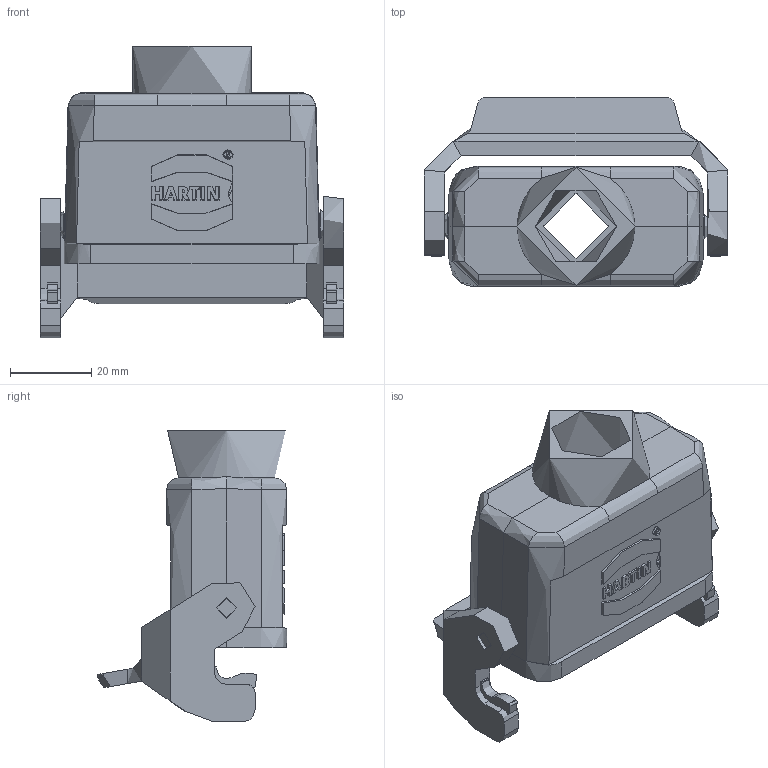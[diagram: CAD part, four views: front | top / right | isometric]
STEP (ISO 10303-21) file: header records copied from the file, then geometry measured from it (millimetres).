
FILE_DESCRIPTION(/* description */ (''),/* implementation_level */ '2;1');
FILE_NAME(/* name */ '100670361ugm000_c.stp',/* time_stamp */ '2020-03-31T10:44:38+02:00',/* author */ (''),/* organization */ (''),/* preprocessor_version */ 'ST-DEVELOPER v16.7',/* originating_system */ 'SIEMENS PLM Software NX 12.0',/* authorisation */ '');
FILE_SCHEMA (('AUTOMOTIVE_DESIGN { 1 0 10303 214 3 1 1 1 }'));
Length unit declared in the file: millimetre
Products named in the file (1): 100670361ugm000_c
Bounding box: 74.5 x 46.51 x 71.7 mm (x, y, z)
Volume: 37672.7 mm3; surface area: 26064.7 mm2
Topology: 2 solids, 2 shells, 307 faces, 821 edges, 537 vertices
Faces by surface type: plane 191, cylinder 63, bspline 34, cone 17, torus 2
Full cylindrical faces by diameter (mm): 3 x4, 4 x2, 4.8 x2, 5.1 x2, 7 x2, 16 x1, 20 x1, 29 x1
Entity records: 12170 total; most frequent: CARTESIAN_POINT 3483, ORIENTED_EDGE 1560, DIRECTION 1336, EDGE_CURVE 780, VERTEX_POINT 525, LINE 490, VECTOR 490, AXIS2_PLACEMENT_3D 423
